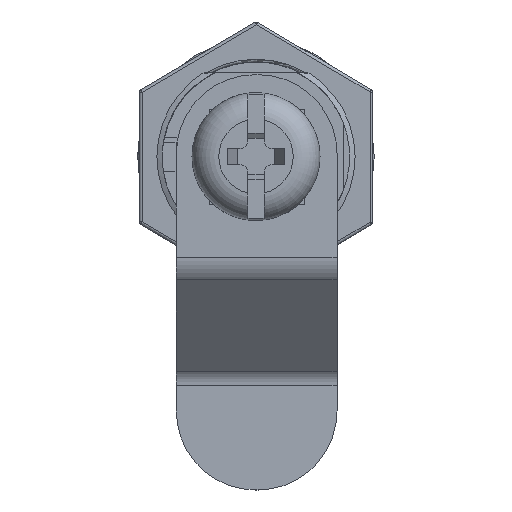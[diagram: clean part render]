
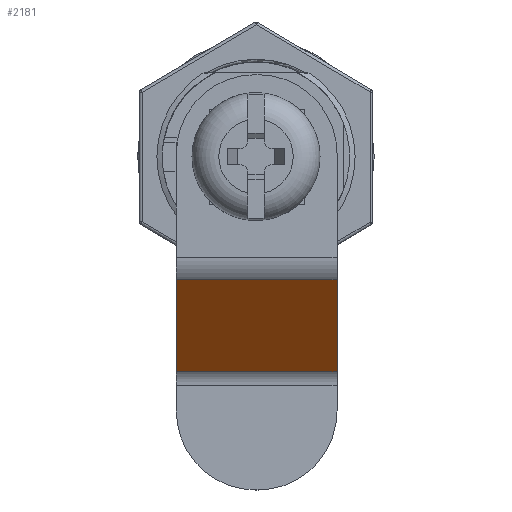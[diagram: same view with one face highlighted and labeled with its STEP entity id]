
A CAD part, top view. The second image highlights one B-rep face of the part: STEP entity #2181.
In plain terms, the highlighted face is planar.
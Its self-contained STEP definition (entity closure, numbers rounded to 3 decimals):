
#2181=ADVANCED_FACE('',(#8519),#8521,.T.);
#8519=FACE_BOUND('',#8520,.T.);
#8520=EDGE_LOOP('',(#13429,#13430,#13431,#13432));
#8521=PLANE('',#8522);
#8522=AXIS2_PLACEMENT_3D('',#8523,#8524,#8525);
#8523=CARTESIAN_POINT('',(10.77,0.,0.));
#8524=DIRECTION('',(0.669,-0.743,0.));
#8525=DIRECTION('',(0.743,0.669,0.));
#13429=ORIENTED_EDGE('',*,*,#18713,.F.);
#13430=ORIENTED_EDGE('',*,*,#18714,.T.);
#13431=ORIENTED_EDGE('',*,*,#18687,.T.);
#13432=ORIENTED_EDGE('',*,*,#18683,.T.);
#18683=EDGE_CURVE('',#21003,#21001,#21004,.T.);
#18687=EDGE_CURVE('',#21010,#21003,#21011,.T.);
#18713=EDGE_CURVE('',#21052,#21001,#21054,.T.);
#18714=EDGE_CURVE('',#21052,#21010,#21055,.T.);
#21001=VERTEX_POINT('',#27958);
#21003=VERTEX_POINT('',#27963);
#21004=LINE('',#27964,#27965);
#21010=VERTEX_POINT('',#27979);
#21011=LINE('',#27980,#27981);
#21052=VERTEX_POINT('',#28078);
#21054=LINE('',#28083,#28084);
#21055=LINE('',#28086,#28087);
#27958=CARTESIAN_POINT('',(20.365,8.635,0.));
#27963=CARTESIAN_POINT('',(20.365,8.635,-15.24));
#27964=CARTESIAN_POINT('',(20.365,8.635,-15.24));
#27965=VECTOR('',#27966,1.);
#27966=DIRECTION('',(0.,0.,1.));
#27979=CARTESIAN_POINT('',(11.675,0.815,-15.24));
#27980=CARTESIAN_POINT('',(11.675,0.815,-15.24));
#27981=VECTOR('',#27982,1.);
#27982=DIRECTION('',(0.743,0.669,0.));
#28078=CARTESIAN_POINT('',(11.675,0.815,0.));
#28083=CARTESIAN_POINT('',(11.675,0.815,0.));
#28084=VECTOR('',#28085,1.);
#28085=DIRECTION('',(0.743,0.669,0.));
#28086=CARTESIAN_POINT('',(11.675,0.815,0.));
#28087=VECTOR('',#28088,1.);
#28088=DIRECTION('',(0.,0.,-1.));
